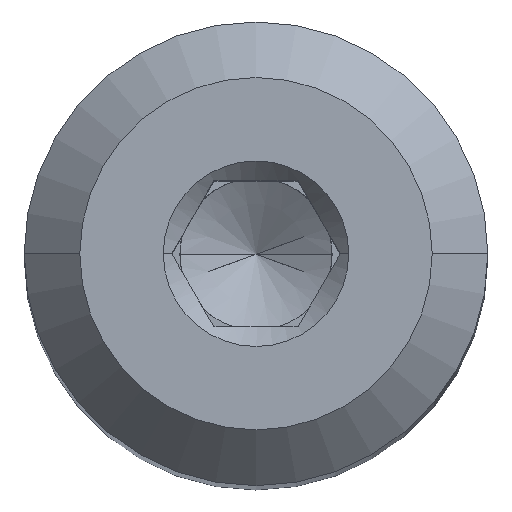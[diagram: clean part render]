
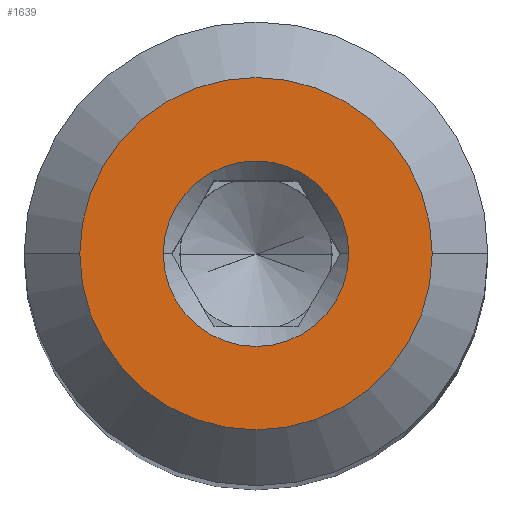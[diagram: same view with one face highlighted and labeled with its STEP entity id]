
A CAD part, top view. The second image highlights one B-rep face of the part: STEP entity #1639.
In plain terms, the highlighted planar face has unit normal (0, 0, 1).
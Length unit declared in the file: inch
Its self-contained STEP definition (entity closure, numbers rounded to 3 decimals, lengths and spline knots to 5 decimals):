
#93 = VERTEX_POINT ( 'NONE', #400 ) ;
#294 = AXIS2_PLACEMENT_3D ( 'NONE', #1403, #1390, #724 ) ;
#302 = DIRECTION ( 'NONE',  ( 0., 0., -1. ) ) ;
#339 = AXIS2_PLACEMENT_3D ( 'NONE', #1131, #302, #999 ) ;
#355 = AXIS2_PLACEMENT_3D ( 'NONE', #1414, #865, #452 ) ;
#400 = CARTESIAN_POINT ( 'NONE',  ( 0.28857, -0.24177, 0.16985 ) ) ;
#451 = PLANE ( 'NONE',  #339 ) ;
#452 = DIRECTION ( 'NONE',  ( 1., 0., 0. ) ) ;
#457 = CIRCLE ( 'NONE', #294, 0.095 ) ;
#514 = VERTEX_POINT ( 'NONE', #792 ) ;
#518 = FACE_BOUND ( 'NONE', #1578, .T. ) ;
#548 = CARTESIAN_POINT ( 'NONE',  ( 0.38357, -0.24177, 0.16985 ) ) ;
#556 = AXIS2_PLACEMENT_3D ( 'NONE', #548, #1517, #708 ) ;
#571 = CARTESIAN_POINT ( 'NONE',  ( 0.43357, -0.24177, 0.16985 ) ) ;
#590 = ORIENTED_EDGE ( 'NONE', *, *, #1331, .T. ) ;
#708 = DIRECTION ( 'NONE',  ( 1., 0., 0. ) ) ;
#724 = DIRECTION ( 'NONE',  ( 1., 0., 0. ) ) ;
#728 = DIRECTION ( 'NONE',  ( 1., 0., 0. ) ) ;
#758 = VERTEX_POINT ( 'NONE', #571 ) ;
#792 = CARTESIAN_POINT ( 'NONE',  ( 0.33357, -0.24177, 0.16985 ) ) ;
#865 = DIRECTION ( 'NONE',  ( 0., 0., 1. ) ) ;
#881 = VERTEX_POINT ( 'NONE', #1184 ) ;
#999 = DIRECTION ( 'NONE',  ( -1., 0., 0. ) ) ;
#1017 = AXIS2_PLACEMENT_3D ( 'NONE', #1668, #1411, #728 ) ;
#1039 = FACE_OUTER_BOUND ( 'NONE', #1358, .T. ) ;
#1043 = CIRCLE ( 'NONE', #1017, 0.05 ) ;
#1079 = CIRCLE ( 'NONE', #355, 0.05 ) ;
#1131 = CARTESIAN_POINT ( 'NONE',  ( 0.38357, -0.24177, 0.16985 ) ) ;
#1171 = EDGE_CURVE ( 'NONE', #514, #758, #1079, .T. ) ;
#1184 = CARTESIAN_POINT ( 'NONE',  ( 0.47857, -0.24177, 0.16985 ) ) ;
#1221 = ORIENTED_EDGE ( 'NONE', *, *, #1423, .F. ) ;
#1286 = CIRCLE ( 'NONE', #556, 0.095 ) ;
#1331 = EDGE_CURVE ( 'NONE', #93, #881, #1286, .T. ) ;
#1343 = ORIENTED_EDGE ( 'NONE', *, *, #1588, .T. ) ;
#1358 = EDGE_LOOP ( 'NONE', ( #590, #1343 ) ) ;
#1390 = DIRECTION ( 'NONE',  ( 0., 0., 1. ) ) ;
#1403 = CARTESIAN_POINT ( 'NONE',  ( 0.38357, -0.24177, 0.16985 ) ) ;
#1411 = DIRECTION ( 'NONE',  ( 0., 0., 1. ) ) ;
#1414 = CARTESIAN_POINT ( 'NONE',  ( 0.38357, -0.24177, 0.16985 ) ) ;
#1423 = EDGE_CURVE ( 'NONE', #758, #514, #1043, .T. ) ;
#1517 = DIRECTION ( 'NONE',  ( 0., 0., 1. ) ) ;
#1535 = ORIENTED_EDGE ( 'NONE', *, *, #1171, .F. ) ;
#1578 = EDGE_LOOP ( 'NONE', ( #1221, #1535 ) ) ;
#1588 = EDGE_CURVE ( 'NONE', #881, #93, #457, .T. ) ;
#1639 = ADVANCED_FACE ( 'NONE', ( #518, #1039 ), #451, .F. ) ;
#1668 = CARTESIAN_POINT ( 'NONE',  ( 0.38357, -0.24177, 0.16985 ) ) ;
